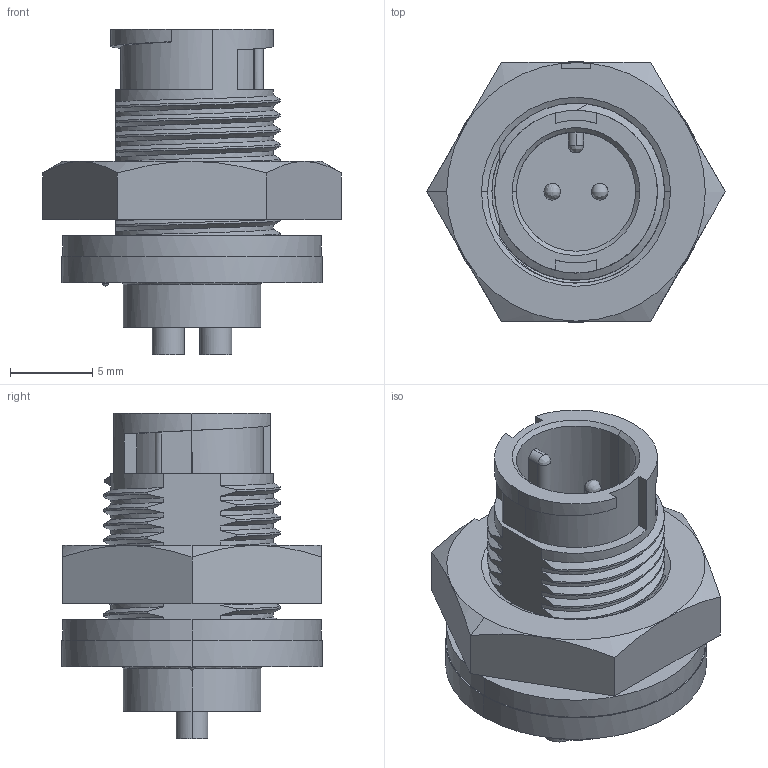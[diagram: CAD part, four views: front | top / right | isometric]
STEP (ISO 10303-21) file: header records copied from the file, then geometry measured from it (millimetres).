
FILE_DESCRIPTION (( 'STEP AP203' ), '1' );
FILE_NAME ('17280-2PG-300.STEP', '2012-07-27T16:08:18', ( 'J0FPBF1' ), ( '' ), 'SwSTEP 2.0', 'SolidWorks 2011', '' );
FILE_SCHEMA (( 'CONFIG_CONTROL_DESIGN' ));
Length unit declared in the file: inch
Products named in the file (1): 17280-2PG-300
Bounding box: 18.18 x 15.87 x 19.85 mm (x, y, z)
Volume: 1794.1 mm3; surface area: 2027.2 mm2
Topology: 2 solids, 2 shells, 154 faces, 421 edges, 273 vertices
Faces by surface type: cylinder 70, plane 39, bspline 32, cone 13
Entity records: 15475 total; most frequent: CARTESIAN_POINT 12132, ORIENTED_EDGE 826, DIRECTION 472, EDGE_CURVE 413, VERTEX_POINT 273, EDGE_LOOP 166, B_SPLINE_CURVE_WITH_KNOTS 159, VECTOR 158
